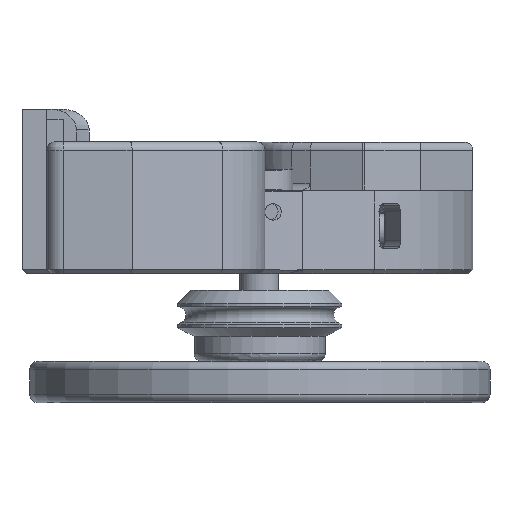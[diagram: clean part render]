
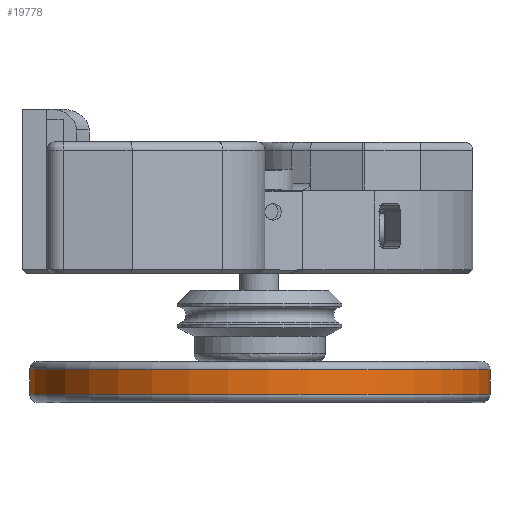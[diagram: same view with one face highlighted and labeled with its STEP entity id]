
A CAD part, left-side view. The second image highlights one B-rep face of the part: STEP entity #19778.
In plain terms, the highlighted cylindrical face has radius 28 mm (diameter 56 mm), a full revolution.
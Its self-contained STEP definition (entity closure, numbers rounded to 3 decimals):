
#1016=CYLINDRICAL_SURFACE('',#21761,28.);
#2420=FACE_OUTER_BOUND('',#3665,.T.);
#3665=EDGE_LOOP('',(#17822,#17823,#17824,#17825,#17826,#17827));
#5587=LINE('',#49199,#6554);
#6554=VECTOR('',#26178,28.);
#7532=CIRCLE('',#21758,28.);
#7533=CIRCLE('',#21759,28.);
#7535=CIRCLE('',#21762,28.);
#7536=CIRCLE('',#21763,28.);
#9401=VERTEX_POINT('',#49188);
#9402=VERTEX_POINT('',#49190);
#9403=VERTEX_POINT('',#49195);
#9404=VERTEX_POINT('',#49196);
#12239=EDGE_CURVE('',#9401,#9402,#7532,.T.);
#12240=EDGE_CURVE('',#9402,#9401,#7533,.T.);
#12242=EDGE_CURVE('',#9403,#9404,#7535,.T.);
#12243=EDGE_CURVE('',#9404,#9403,#7536,.T.);
#12244=EDGE_CURVE('',#9404,#9401,#5587,.T.);
#17822=ORIENTED_EDGE('',*,*,#12242,.F.);
#17823=ORIENTED_EDGE('',*,*,#12243,.F.);
#17824=ORIENTED_EDGE('',*,*,#12244,.T.);
#17825=ORIENTED_EDGE('',*,*,#12240,.F.);
#17826=ORIENTED_EDGE('',*,*,#12239,.F.);
#17827=ORIENTED_EDGE('',*,*,#12244,.F.);
#19778=ADVANCED_FACE('',(#2420),#1016,.T.);
#21758=AXIS2_PLACEMENT_3D('',#49191,#26166,#26167);
#21759=AXIS2_PLACEMENT_3D('',#49192,#26168,#26169);
#21761=AXIS2_PLACEMENT_3D('',#49194,#26172,#26173);
#21762=AXIS2_PLACEMENT_3D('',#49197,#26174,#26175);
#21763=AXIS2_PLACEMENT_3D('',#49198,#26176,#26177);
#26166=DIRECTION('center_axis',(0.,0.,-1.));
#26167=DIRECTION('ref_axis',(1.,0.,0.));
#26168=DIRECTION('center_axis',(0.,0.,-1.));
#26169=DIRECTION('ref_axis',(1.,0.,0.));
#26172=DIRECTION('center_axis',(0.,0.,1.));
#26173=DIRECTION('ref_axis',(-1.,0.,0.));
#26174=DIRECTION('center_axis',(0.,0.,1.));
#26175=DIRECTION('ref_axis',(1.,0.,0.));
#26176=DIRECTION('center_axis',(0.,0.,1.));
#26177=DIRECTION('ref_axis',(1.,0.,0.));
#26178=DIRECTION('',(0.,0.,-1.));
#49188=CARTESIAN_POINT('',(28.,0.,1.));
#49190=CARTESIAN_POINT('',(-28.,0.,1.));
#49191=CARTESIAN_POINT('Origin',(0.,0.,1.));
#49192=CARTESIAN_POINT('Origin',(0.,0.,1.));
#49194=CARTESIAN_POINT('Origin',(0.,0.,0.));
#49195=CARTESIAN_POINT('',(-28.,0.,4.));
#49196=CARTESIAN_POINT('',(28.,0.,4.));
#49197=CARTESIAN_POINT('Origin',(0.,0.,4.));
#49198=CARTESIAN_POINT('Origin',(0.,0.,4.));
#49199=CARTESIAN_POINT('',(28.,0.,0.));
